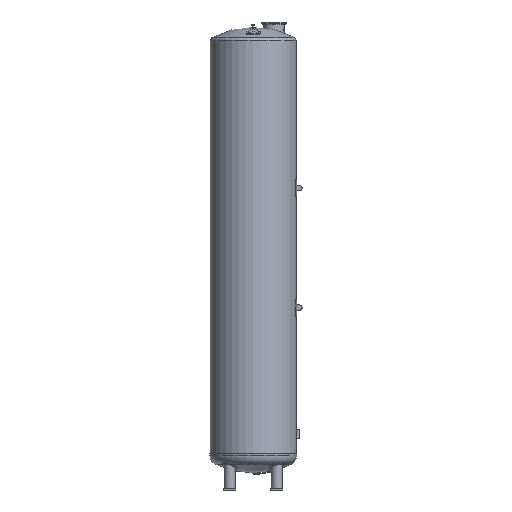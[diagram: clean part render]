
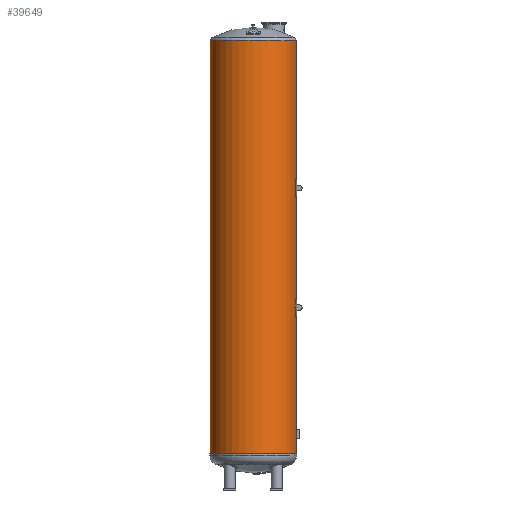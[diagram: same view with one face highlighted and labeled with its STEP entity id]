
A CAD part, left-side view. The second image highlights one B-rep face of the part: STEP entity #39649.
In plain terms, the highlighted cylindrical face has radius 1258 mm (diameter 2516 mm), a full revolution.
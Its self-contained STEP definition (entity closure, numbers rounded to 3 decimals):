
#4281=CARTESIAN_POINT('',(12.5,-1257.938,4230.));
#4282=VERTEX_POINT('',#4281);
#4283=CARTESIAN_POINT('',(-12.5,-1257.938,4230.));
#4284=VERTEX_POINT('',#4283);
#4285=CARTESIAN_POINT('',(0.,0.,4230.));
#4286=DIRECTION('',(0.0,0.0,-1.0));
#4287=DIRECTION('',(1.0,0.0,0.0));
#4288=AXIS2_PLACEMENT_3D('',#4285,#4286,#4287);
#4289=CIRCLE('',#4288,1258.0);
#4290=EDGE_CURVE('',#4282,#4284,#4289,.T.);
#4322=CARTESIAN_POINT('',(12.5,-1257.938,4390.));
#4323=VERTEX_POINT('',#4322);
#4324=CARTESIAN_POINT('',(12.5,-1257.938,4390.));
#4325=DIRECTION('',(0.0,0.0,-1.0));
#4326=VECTOR('',#4325,160.0);
#4327=LINE('',#4324,#4326);
#4328=EDGE_CURVE('',#4323,#4282,#4327,.T.);
#4354=CARTESIAN_POINT('',(-12.5,-1257.938,4390.));
#4355=VERTEX_POINT('',#4354);
#4356=CARTESIAN_POINT('',(-12.5,-1257.938,4230.));
#4357=DIRECTION('',(0.0,0.0,1.0));
#4358=VECTOR('',#4357,160.0);
#4359=LINE('',#4356,#4358);
#4360=EDGE_CURVE('',#4284,#4355,#4359,.T.);
#4403=CARTESIAN_POINT('',(0.,0.,4390.));
#4404=DIRECTION('',(0.0,0.0,1.0));
#4405=DIRECTION('',(1.0,0.0,0.0));
#4406=AXIS2_PLACEMENT_3D('',#4403,#4404,#4405);
#4407=CIRCLE('',#4406,1258.0);
#4408=EDGE_CURVE('',#4355,#4323,#4407,.T.);
#4421=CARTESIAN_POINT('',(12.5,-1257.938,7730.));
#4422=VERTEX_POINT('',#4421);
#4423=CARTESIAN_POINT('',(-12.5,-1257.938,7730.));
#4424=VERTEX_POINT('',#4423);
#4425=CARTESIAN_POINT('',(0.,0.,7730.));
#4426=DIRECTION('',(0.0,0.0,-1.0));
#4427=DIRECTION('',(1.0,0.0,0.0));
#4428=AXIS2_PLACEMENT_3D('',#4425,#4426,#4427);
#4429=CIRCLE('',#4428,1258.0);
#4430=EDGE_CURVE('',#4422,#4424,#4429,.T.);
#4462=CARTESIAN_POINT('',(12.5,-1257.938,7890.));
#4463=VERTEX_POINT('',#4462);
#4464=CARTESIAN_POINT('',(12.5,-1257.938,7890.));
#4465=DIRECTION('',(0.0,0.0,-1.0));
#4466=VECTOR('',#4465,160.0);
#4467=LINE('',#4464,#4466);
#4468=EDGE_CURVE('',#4463,#4422,#4467,.T.);
#4494=CARTESIAN_POINT('',(-12.5,-1257.938,7890.));
#4495=VERTEX_POINT('',#4494);
#4496=CARTESIAN_POINT('',(-12.5,-1257.938,7730.));
#4497=DIRECTION('',(0.0,0.0,1.0));
#4498=VECTOR('',#4497,160.0);
#4499=LINE('',#4496,#4498);
#4500=EDGE_CURVE('',#4424,#4495,#4499,.T.);
#4543=CARTESIAN_POINT('',(0.,0.,7890.));
#4544=DIRECTION('',(0.0,0.0,1.0));
#4545=DIRECTION('',(1.0,0.0,0.0));
#4546=AXIS2_PLACEMENT_3D('',#4543,#4544,#4545);
#4547=CIRCLE('',#4546,1258.0);
#4548=EDGE_CURVE('',#4495,#4463,#4547,.T.);
#6764=CARTESIAN_POINT('',(306.477,-1220.097,12026.583));
#6765=VERTEX_POINT('',#6764);
#6766=CARTESIAN_POINT('',(306.477,-1220.097,12026.583));
#6767=CARTESIAN_POINT('',(306.477,-1220.097,12029.683));
#6768=CARTESIAN_POINT('',(306.914,-1219.987,12033.041));
#6769=CARTESIAN_POINT('',(308.335,-1219.629,12037.814));
#6770=CARTESIAN_POINT('',(308.933,-1219.477,12039.362));
#6771=CARTESIAN_POINT('',(310.353,-1219.117,12042.278));
#6772=CARTESIAN_POINT('',(311.176,-1218.907,12043.644));
#6773=CARTESIAN_POINT('',(312.865,-1218.474,12045.937));
#6774=CARTESIAN_POINT('',(313.763,-1218.244,12046.97));
#6775=CARTESIAN_POINT('',(315.76,-1217.728,12048.84));
#6776=CARTESIAN_POINT('',(316.861,-1217.442,12049.678));
#6777=CARTESIAN_POINT('',(319.204,-1216.829,12051.054));
#6778=CARTESIAN_POINT('',(320.45,-1216.502,12051.594));
#6779=CARTESIAN_POINT('',(323.002,-1215.827,12052.314));
#6780=CARTESIAN_POINT('',(324.309,-1215.479,12052.495));
#6781=CARTESIAN_POINT('',(326.88,-1214.79,12052.495));
#6782=CARTESIAN_POINT('',(328.185,-1214.438,12052.314));
#6783=CARTESIAN_POINT('',(330.733,-1213.747,12051.594));
#6784=CARTESIAN_POINT('',(331.976,-1213.407,12051.054));
#6785=CARTESIAN_POINT('',(334.311,-1212.766,12049.678));
#6786=CARTESIAN_POINT('',(335.407,-1212.463,12048.84));
#6787=CARTESIAN_POINT('',(337.396,-1211.911,12046.97));
#6788=CARTESIAN_POINT('',(338.288,-1211.662,12045.937));
#6789=CARTESIAN_POINT('',(339.968,-1211.192,12043.644));
#6790=CARTESIAN_POINT('',(340.785,-1210.963,12042.278));
#6791=CARTESIAN_POINT('',(342.195,-1210.565,12039.362));
#6792=CARTESIAN_POINT('',(342.789,-1210.397,12037.814));
#6793=CARTESIAN_POINT('',(344.198,-1209.997,12033.041));
#6794=CARTESIAN_POINT('',(344.631,-1209.873,12029.683));
#6795=CARTESIAN_POINT('',(344.631,-1209.873,12024.945));
#6796=CARTESIAN_POINT('',(344.515,-1209.906,12023.239));
#6797=CARTESIAN_POINT('',(344.009,-1210.05,12019.818));
#6798=CARTESIAN_POINT('',(343.62,-1210.161,12018.102));
#6799=CARTESIAN_POINT('',(342.565,-1210.46,12014.778));
#6800=CARTESIAN_POINT('',(341.898,-1210.649,12013.168));
#6801=CARTESIAN_POINT('',(340.308,-1211.097,12010.16));
#6802=CARTESIAN_POINT('',(339.385,-1211.356,12008.763));
#6803=CARTESIAN_POINT('',(337.593,-1211.856,12006.586));
#6804=CARTESIAN_POINT('',(336.721,-1212.099,12005.683));
#6805=CARTESIAN_POINT('',(334.801,-1212.631,12004.056));
#6806=CARTESIAN_POINT('',(333.752,-1212.92,12003.333));
#6807=CARTESIAN_POINT('',(331.537,-1213.527,12002.15));
#6808=CARTESIAN_POINT('',(330.369,-1213.846,12001.691));
#6809=CARTESIAN_POINT('',(327.989,-1214.491,12001.081));
#6810=CARTESIAN_POINT('',(326.779,-1214.817,12000.931));
#6811=CARTESIAN_POINT('',(324.41,-1215.452,12000.931));
#6812=CARTESIAN_POINT('',(323.199,-1215.775,12001.081));
#6813=CARTESIAN_POINT('',(320.815,-1216.406,12001.691));
#6814=CARTESIAN_POINT('',(319.644,-1216.714,12002.15));
#6815=CARTESIAN_POINT('',(317.422,-1217.296,12003.333));
#6816=CARTESIAN_POINT('',(316.369,-1217.569,12004.056));
#6817=CARTESIAN_POINT('',(314.441,-1218.069,12005.683));
#6818=CARTESIAN_POINT('',(313.564,-1218.295,12006.586));
#6819=CARTESIAN_POINT('',(311.762,-1218.758,12008.763));
#6820=CARTESIAN_POINT('',(310.833,-1218.995,12010.16));
#6821=CARTESIAN_POINT('',(309.232,-1219.402,12013.168));
#6822=CARTESIAN_POINT('',(308.56,-1219.572,12014.778));
#6823=CARTESIAN_POINT('',(307.496,-1219.84,12018.102));
#6824=CARTESIAN_POINT('',(307.104,-1219.939,12019.818));
#6825=CARTESIAN_POINT('',(306.595,-1220.067,12023.239));
#6826=CARTESIAN_POINT('',(306.477,-1220.097,12024.945));
#6827=CARTESIAN_POINT('',(306.477,-1220.097,12026.583));
#6828=B_SPLINE_CURVE_WITH_KNOTS('',3,(#6766,#6767,#6768,#6769,#6770,#6771,#6772,#6773,#6774,#6775,#6776,#6777,#6778,#6779,#6780,#6781,#6782,#6783,#6784,#6785,#6786,#6787,#6788,#6789,#6790,#6791,#6792,#6793,#6794,#6795,#6796,#6797,#6798,#6799,#6800,#6801,#6802,#6803,#6804,#6805,#6806,#6807,#6808,#6809,#6810,#6811,#6812,#6813,#6814,#6815,#6816,#6817,#6818,#6819,#6820,#6821,#6822,#6823,#6824,#6825,#6826,#6827),.UNSPECIFIED.,.T.,.U.,(4,2,2,2,2,2,2,2,2,2,2,2,2,2,2,2,2,2,2,2,2,2,2,2,2,2,2,2,2,2,4),(0.0,0.93,1.395,1.86,2.26,2.659,3.058,3.457,3.856,4.256,4.655,5.054,5.519,5.984,6.914,7.406,7.897,8.389,8.88,9.248,9.616,9.984,10.352,10.719,11.087,11.455,11.823,12.314,12.806,13.297,13.789),.UNSPECIFIED.);
#6829=EDGE_CURVE('',#6765,#6765,#6828,.T.);
#39533=CARTESIAN_POINT('',(-1258.0,0.,28.607));
#39534=VERTEX_POINT('',#39533);
#39535=CARTESIAN_POINT('',(0.,0.,28.607));
#39536=DIRECTION('',(0.0,0.0,-1.0));
#39537=DIRECTION('',(1.0,0.0,0.0));
#39538=AXIS2_PLACEMENT_3D('',#39535,#39536,#39537);
#39539=CIRCLE('',#39538,1258.0);
#39540=EDGE_CURVE('',#39534,#39534,#39539,.T.);
#39583=CARTESIAN_POINT('',(-1258.,0.,12148.607));
#39584=VERTEX_POINT('',#39583);
#39585=CARTESIAN_POINT('',(0.,0.,12148.607));
#39586=DIRECTION('',(0.0,0.0,-1.0));
#39587=DIRECTION('',(1.0,0.0,0.0));
#39588=AXIS2_PLACEMENT_3D('',#39585,#39586,#39587);
#39589=CIRCLE('',#39588,1258.0);
#39590=EDGE_CURVE('',#39584,#39584,#39589,.T.);
#39623=CARTESIAN_POINT('',(0.,0.,28.607));
#39624=DIRECTION('',(0.,0.,1.0));
#39625=DIRECTION('',(1.0,0.0,0.0));
#39626=AXIS2_PLACEMENT_3D('',#39623,#39624,#39625);
#39627=CYLINDRICAL_SURFACE('',#39626,1258.0);
#39628=ORIENTED_EDGE('',*,*,#39540,.F.);
#39629=EDGE_LOOP('',(#39628));
#39630=FACE_OUTER_BOUND('',#39629,.T.);
#39631=ORIENTED_EDGE('',*,*,#4328,.T.);
#39632=ORIENTED_EDGE('',*,*,#4290,.T.);
#39633=ORIENTED_EDGE('',*,*,#4360,.T.);
#39634=ORIENTED_EDGE('',*,*,#4408,.T.);
#39635=EDGE_LOOP('',(#39631,#39632,#39633,#39634));
#39636=FACE_BOUND('',#39635,.T.);
#39637=ORIENTED_EDGE('',*,*,#4468,.T.);
#39638=ORIENTED_EDGE('',*,*,#4430,.T.);
#39639=ORIENTED_EDGE('',*,*,#4500,.T.);
#39640=ORIENTED_EDGE('',*,*,#4548,.T.);
#39641=EDGE_LOOP('',(#39637,#39638,#39639,#39640));
#39642=FACE_BOUND('',#39641,.T.);
#39643=ORIENTED_EDGE('',*,*,#6829,.T.);
#39644=EDGE_LOOP('',(#39643));
#39645=FACE_BOUND('',#39644,.T.);
#39646=ORIENTED_EDGE('',*,*,#39590,.T.);
#39647=EDGE_LOOP('',(#39646));
#39648=FACE_BOUND('',#39647,.T.);
#39649=ADVANCED_FACE('',(#39630,#39636,#39642,#39645,#39648),#39627,.T.);
